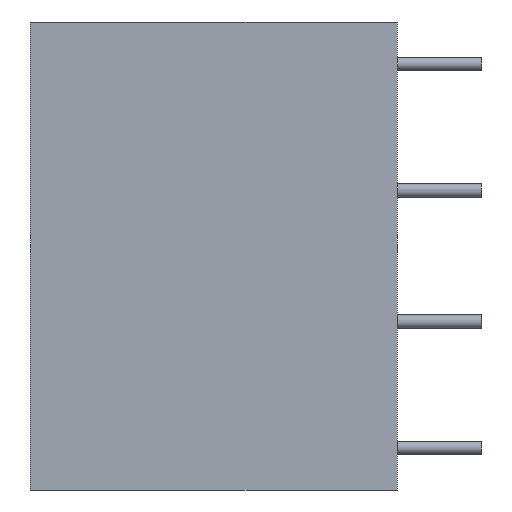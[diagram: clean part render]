
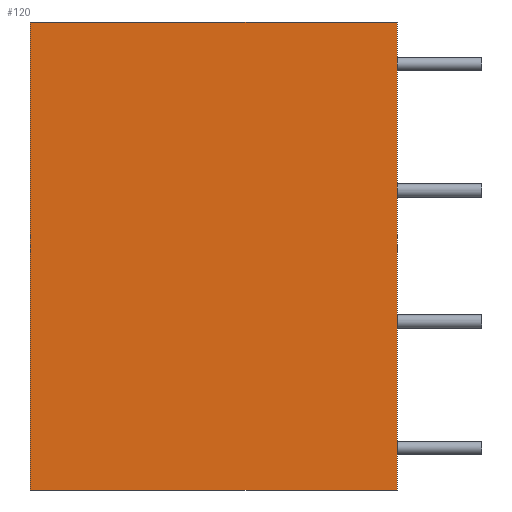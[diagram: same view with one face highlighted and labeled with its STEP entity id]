
A CAD part, left-side view. The second image highlights one B-rep face of the part: STEP entity #120.
In plain terms, the highlighted planar face has unit normal (-1, 0, 0).
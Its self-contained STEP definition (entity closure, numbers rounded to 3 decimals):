
#15 = LINE ( 'NONE', #370, #495 ) ;
#17 = EDGE_CURVE ( 'NONE', #410, #116, #136, .T. ) ;
#18 = CARTESIAN_POINT ( 'NONE',  ( -23.45, 10.9, 13.9 ) ) ;
#32 = DIRECTION ( 'NONE',  ( 0., 0., 1. ) ) ;
#47 = EDGE_CURVE ( 'NONE', #116, #440, #15, .T. ) ;
#62 = CARTESIAN_POINT ( 'NONE',  ( -23.45, 10.9, -13.9 ) ) ;
#69 = LINE ( 'NONE', #240, #511 ) ;
#95 = CARTESIAN_POINT ( 'NONE',  ( -23.45, 10.9, -13.9 ) ) ;
#104 = VECTOR ( 'NONE', #135, 1000. ) ;
#116 = VERTEX_POINT ( 'NONE', #18 ) ;
#120 = ADVANCED_FACE ( 'NONE', ( #145 ), #185, .F. ) ;
#131 = CARTESIAN_POINT ( 'NONE',  ( -23.45, 10.9, -13.9 ) ) ;
#135 = DIRECTION ( 'NONE',  ( 0., 0., 1. ) ) ;
#136 = LINE ( 'NONE', #95, #104 ) ;
#137 = VERTEX_POINT ( 'NONE', #140 ) ;
#140 = CARTESIAN_POINT ( 'NONE',  ( -23.45, -10.9, -13.9 ) ) ;
#145 = FACE_OUTER_BOUND ( 'NONE', #482, .T. ) ;
#170 = VECTOR ( 'NONE', #548, 1000. ) ;
#185 = PLANE ( 'NONE',  #222 ) ;
#222 = AXIS2_PLACEMENT_3D ( 'NONE', #62, #223, #372 ) ;
#223 = DIRECTION ( 'NONE',  ( 1., 0., 0. ) ) ;
#240 = CARTESIAN_POINT ( 'NONE',  ( -23.45, -10.9, -13.9 ) ) ;
#255 = ORIENTED_EDGE ( 'NONE', *, *, #47, .F. ) ;
#291 = CARTESIAN_POINT ( 'NONE',  ( -23.45, -10.9, 13.9 ) ) ;
#295 = ORIENTED_EDGE ( 'NONE', *, *, #319, .T. ) ;
#319 = EDGE_CURVE ( 'NONE', #137, #440, #69, .T. ) ;
#362 = LINE ( 'NONE', #131, #170 ) ;
#370 = CARTESIAN_POINT ( 'NONE',  ( -23.45, 10.9, 13.9 ) ) ;
#372 = DIRECTION ( 'NONE',  ( 0., 0., -1. ) ) ;
#410 = VERTEX_POINT ( 'NONE', #571 ) ;
#440 = VERTEX_POINT ( 'NONE', #291 ) ;
#465 = DIRECTION ( 'NONE',  ( 0., -1., 0. ) ) ;
#482 = EDGE_LOOP ( 'NONE', ( #295, #255, #585, #501 ) ) ;
#495 = VECTOR ( 'NONE', #465, 1000. ) ;
#501 = ORIENTED_EDGE ( 'NONE', *, *, #537, .T. ) ;
#511 = VECTOR ( 'NONE', #32, 1000. ) ;
#537 = EDGE_CURVE ( 'NONE', #410, #137, #362, .T. ) ;
#548 = DIRECTION ( 'NONE',  ( 0., -1., 0. ) ) ;
#571 = CARTESIAN_POINT ( 'NONE',  ( -23.45, 10.9, -13.9 ) ) ;
#585 = ORIENTED_EDGE ( 'NONE', *, *, #17, .F. ) ;
